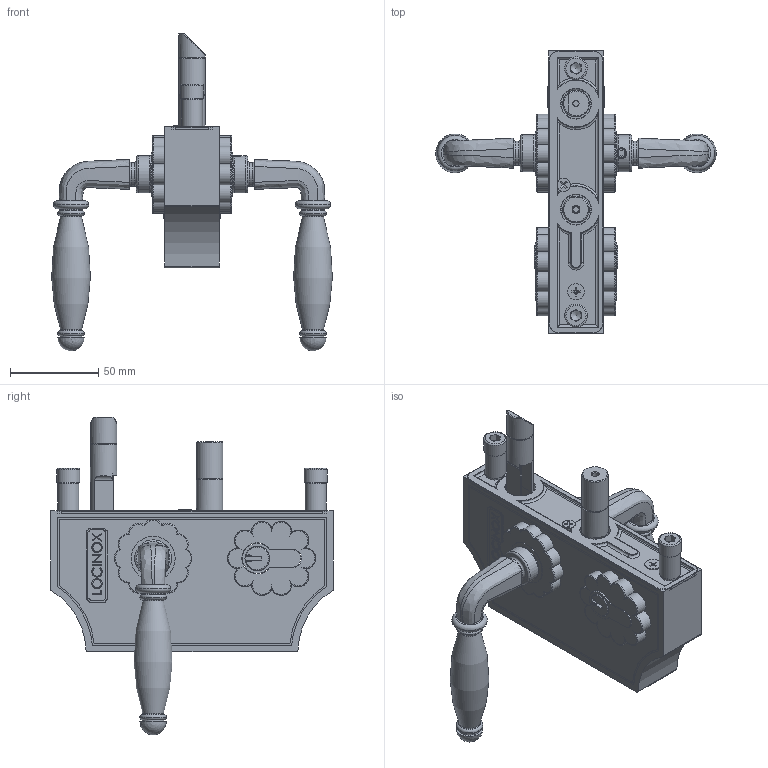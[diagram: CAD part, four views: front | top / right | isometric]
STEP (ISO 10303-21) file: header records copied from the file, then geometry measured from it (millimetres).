
FILE_DESCRIPTION (( 'STEP AP203' ), '1' );
FILE_NAME ('59605-ALU.step', '2021-11-26T09:12:26', ( '' ), ( '' ), 'SwSTEP 2.0', 'SolidWorks 2018', '' );
FILE_SCHEMA (( 'CONFIG_CONTROL_DESIGN' ));
Length unit declared in the file: millimetre
Products named in the file (26): countersunk flat head cross recess screw_din_ISO 7046-1 - M5 x 30 - Z --- 30S; socket head cap screw_din_DIN 912 M8 x 35 --- 35S; 59605-ALU Teil7; 59605-ALU Teil8; 59605-ALU Teil3; 59605-ALU Teil6; 59605-ALU Teil4; countersunk flat head cross recess screw_din; 59605-ALU Teil5; 59605-ALU Teil1; 59605-ALU Teil2; socket head cap screw_din; socket set screw cone point_din_DIN 914 - M6 x 8-S; socket set screw cone point_din; 59605-ALU
Assembly tree (14 placements, depth 2):
  59605-ALU Teil7
  59605-ALU Teil6
  countersunk flat head cross recess screw_din
  59605-ALU Teil8
  59605-ALU Teil5
Bounding box: 158.93 x 160 x 179.95 mm (x, y, z)
Volume: 235811.6 mm3; surface area: 130089.4 mm2
Topology: 21 solids, 21 shells, 1947 faces, 5086 edges, 3254 vertices
Faces by surface type: plane 951, cylinder 510, cone 213, bspline 168, torus 103, sphere 2
Full cylindrical faces by diameter (mm): 3.5 x2, 4.2 x2, 5 x36, 6 x7, 8 x53, 8.5 x2, 9.3 x1, 10 x2, 10.5 x2, 12 x2, 12.5 x2, 13 x4, 13.5 x2, 14 x2, 15 x6, 16.2 x2, 16.3 x2, 17 x2, 20 x2, 21 x2, 25 x2
Entity records: 59566 total; most frequent: CARTESIAN_POINT 23394, ORIENTED_EDGE 6916, DIRECTION 6546, EDGE_CURVE 3458, VERTEX_POINT 2380, AXIS2_PLACEMENT_3D 2233, LINE 2080, VECTOR 2080
